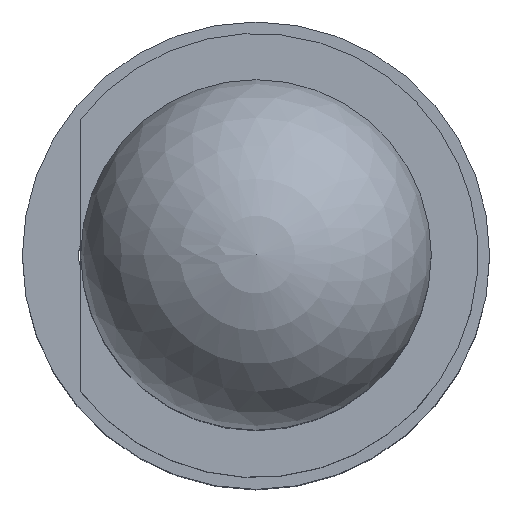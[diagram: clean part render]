
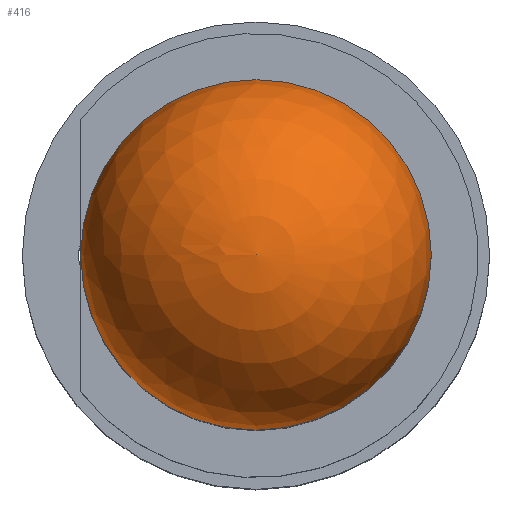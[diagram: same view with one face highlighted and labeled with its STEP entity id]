
A CAD part, top view. The second image highlights one B-rep face of the part: STEP entity #416.
In plain terms, the highlighted spherical face has radius 1.5 mm.
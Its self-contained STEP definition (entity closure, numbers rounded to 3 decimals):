
#27=CIRCLE('',#456,1.5);
#28=CIRCLE('',#457,1.5);
#46=SPHERICAL_SURFACE('',#455,1.5);
#50=FACE_OUTER_BOUND('',#74,.T.);
#74=EDGE_LOOP('',(#279,#280,#281));
#181=VERTEX_POINT('',#641);
#182=VERTEX_POINT('',#643);
#220=EDGE_CURVE('',#181,#181,#27,.T.);
#221=EDGE_CURVE('',#182,#181,#28,.T.);
#279=ORIENTED_EDGE('',*,*,#220,.F.);
#280=ORIENTED_EDGE('',*,*,#221,.F.);
#281=ORIENTED_EDGE('',*,*,#221,.T.);
#416=ADVANCED_FACE('',(#50),#46,.T.);
#455=AXIS2_PLACEMENT_3D('',#640,#512,#513);
#456=AXIS2_PLACEMENT_3D('',#642,#514,#515);
#457=AXIS2_PLACEMENT_3D('',#644,#516,#517);
#512=DIRECTION('center_axis',(0.,0.,1.));
#513=DIRECTION('ref_axis',(1.,0.,0.));
#514=DIRECTION('center_axis',(0.,0.,-1.));
#515=DIRECTION('ref_axis',(1.,0.,0.));
#516=DIRECTION('center_axis',(0.,-1.,0.));
#517=DIRECTION('ref_axis',(-1.,0.,0.));
#640=CARTESIAN_POINT('Origin',(1.27,0.,6.8));
#641=CARTESIAN_POINT('',(-0.23,0.,6.8));
#642=CARTESIAN_POINT('Origin',(1.27,0.,6.8));
#643=CARTESIAN_POINT('',(1.27,0.,8.3));
#644=CARTESIAN_POINT('Origin',(1.27,0.,6.8));
